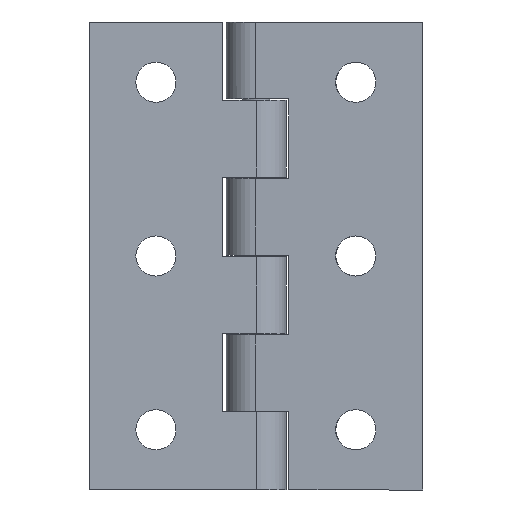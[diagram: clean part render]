
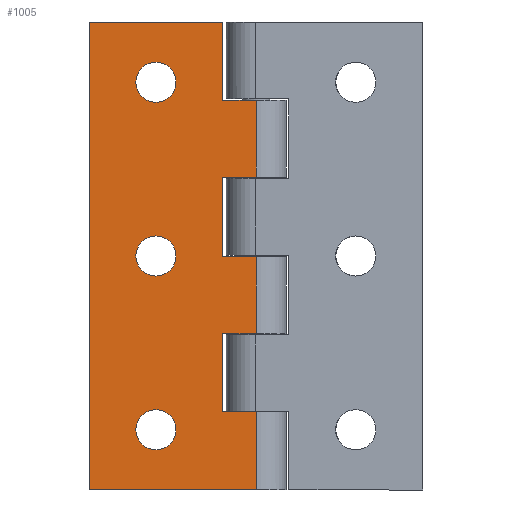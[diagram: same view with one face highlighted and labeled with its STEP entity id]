
A CAD part, front view. The second image highlights one B-rep face of the part: STEP entity #1005.
In plain terms, the highlighted planar face has unit normal (0, -1, 0).
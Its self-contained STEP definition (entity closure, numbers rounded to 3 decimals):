
#49=FACE_BOUND('',#239,.T.);
#50=FACE_BOUND('',#240,.T.);
#51=FACE_BOUND('',#241,.T.);
#92=PLANE('',#1085);
#126=CIRCLE('',#1086,3.);
#127=CIRCLE('',#1087,3.);
#128=CIRCLE('',#1088,3.);
#170=FACE_OUTER_BOUND('',#238,.T.);
#238=EDGE_LOOP('',(#775,#776,#777,#778,#779,#780,#781,#782,#783,#784,#785,
#786,#787,#788));
#239=EDGE_LOOP('',(#789));
#240=EDGE_LOOP('',(#790));
#241=EDGE_LOOP('',(#791));
#344=LINE('',#1548,#422);
#347=LINE('',#1554,#425);
#349=LINE('',#1561,#427);
#350=LINE('',#1565,#428);
#351=LINE('',#1570,#429);
#353=LINE('',#1578,#431);
#355=LINE('',#1585,#433);
#356=LINE('',#1589,#434);
#357=LINE('',#1593,#435);
#358=LINE('',#1594,#436);
#359=LINE('',#1596,#437);
#360=LINE('',#1598,#438);
#361=LINE('',#1600,#439);
#362=LINE('',#1601,#440);
#422=VECTOR('',#1215,11.7);
#425=VECTOR('',#1220,5.);
#427=VECTOR('',#1228,11.7);
#428=VECTOR('',#1233,5.);
#429=VECTOR('',#1238,5.);
#431=VECTOR('',#1246,5.);
#433=VECTOR('',#1254,11.9);
#434=VECTOR('',#1259,5.);
#435=VECTOR('',#1264,11.5);
#436=VECTOR('',#1265,11.5);
#437=VECTOR('',#1266,20.);
#438=VECTOR('',#1267,70.);
#439=VECTOR('',#1268,25.);
#440=VECTOR('',#1269,11.7);
#503=VERTEX_POINT('',#1545);
#504=VERTEX_POINT('',#1547);
#505=VERTEX_POINT('',#1551);
#506=VERTEX_POINT('',#1553);
#508=VERTEX_POINT('',#1559);
#509=VERTEX_POINT('',#1563);
#511=VERTEX_POINT('',#1569);
#513=VERTEX_POINT('',#1575);
#514=VERTEX_POINT('',#1577);
#516=VERTEX_POINT('',#1583);
#517=VERTEX_POINT('',#1587);
#519=VERTEX_POINT('',#1595);
#520=VERTEX_POINT('',#1597);
#521=VERTEX_POINT('',#1599);
#522=VERTEX_POINT('',#1602);
#523=VERTEX_POINT('',#1604);
#524=VERTEX_POINT('',#1606);
#603=EDGE_CURVE('',#504,#503,#344,.T.);
#606=EDGE_CURVE('',#506,#505,#347,.T.);
#610=EDGE_CURVE('',#505,#508,#349,.T.);
#612=EDGE_CURVE('',#508,#509,#350,.T.);
#614=EDGE_CURVE('',#511,#504,#351,.T.);
#618=EDGE_CURVE('',#514,#513,#353,.T.);
#622=EDGE_CURVE('',#513,#516,#355,.T.);
#624=EDGE_CURVE('',#516,#517,#356,.T.);
#626=EDGE_CURVE('',#509,#514,#357,.T.);
#627=EDGE_CURVE('',#517,#511,#358,.T.);
#628=EDGE_CURVE('',#519,#503,#359,.T.);
#629=EDGE_CURVE('',#520,#519,#360,.T.);
#630=EDGE_CURVE('',#520,#521,#361,.T.);
#631=EDGE_CURVE('',#521,#506,#362,.T.);
#632=EDGE_CURVE('',#522,#522,#126,.T.);
#633=EDGE_CURVE('',#523,#523,#127,.T.);
#634=EDGE_CURVE('',#524,#524,#128,.T.);
#775=ORIENTED_EDGE('',*,*,#606,.T.);
#776=ORIENTED_EDGE('',*,*,#610,.T.);
#777=ORIENTED_EDGE('',*,*,#612,.T.);
#778=ORIENTED_EDGE('',*,*,#626,.T.);
#779=ORIENTED_EDGE('',*,*,#618,.T.);
#780=ORIENTED_EDGE('',*,*,#622,.T.);
#781=ORIENTED_EDGE('',*,*,#624,.T.);
#782=ORIENTED_EDGE('',*,*,#627,.T.);
#783=ORIENTED_EDGE('',*,*,#614,.T.);
#784=ORIENTED_EDGE('',*,*,#603,.T.);
#785=ORIENTED_EDGE('',*,*,#628,.F.);
#786=ORIENTED_EDGE('',*,*,#629,.F.);
#787=ORIENTED_EDGE('',*,*,#630,.T.);
#788=ORIENTED_EDGE('',*,*,#631,.T.);
#789=ORIENTED_EDGE('',*,*,#632,.T.);
#790=ORIENTED_EDGE('',*,*,#633,.T.);
#791=ORIENTED_EDGE('',*,*,#634,.T.);
#1005=ADVANCED_FACE('',(#170,#49,#50,#51),#92,.T.);
#1085=AXIS2_PLACEMENT_3D('',#1592,#1262,#1263);
#1086=AXIS2_PLACEMENT_3D('',#1603,#1270,#1271);
#1087=AXIS2_PLACEMENT_3D('',#1605,#1272,#1273);
#1088=AXIS2_PLACEMENT_3D('',#1607,#1274,#1275);
#1215=DIRECTION('',(0.,0.,1.));
#1220=DIRECTION('',(-1.,0.,0.));
#1228=DIRECTION('',(0.,0.,1.));
#1233=DIRECTION('',(1.,0.,0.));
#1238=DIRECTION('',(-1.,0.,0.));
#1246=DIRECTION('',(-1.,0.,0.));
#1254=DIRECTION('',(0.,0.,1.));
#1259=DIRECTION('',(1.,0.,0.));
#1262=DIRECTION('center_axis',(0.,-1.,0.));
#1263=DIRECTION('ref_axis',(1.,0.,0.));
#1264=DIRECTION('',(0.,0.,1.));
#1265=DIRECTION('',(0.,0.,1.));
#1266=DIRECTION('',(1.,0.,0.));
#1267=DIRECTION('',(0.,0.,1.));
#1268=DIRECTION('',(1.,0.,0.));
#1269=DIRECTION('',(0.,0.,1.));
#1270=DIRECTION('center_axis',(0.,1.,0.));
#1271=DIRECTION('ref_axis',(1.,0.,0.));
#1272=DIRECTION('center_axis',(0.,1.,0.));
#1273=DIRECTION('ref_axis',(1.,0.,0.));
#1274=DIRECTION('center_axis',(0.,1.,0.));
#1275=DIRECTION('ref_axis',(1.,0.,0.));
#1545=CARTESIAN_POINT('',(20.,0.,70.));
#1547=CARTESIAN_POINT('',(20.,0.,58.3));
#1548=CARTESIAN_POINT('',(20.,0.,35.));
#1551=CARTESIAN_POINT('',(20.,0.,11.7));
#1553=CARTESIAN_POINT('',(25.,0.,11.7));
#1554=CARTESIAN_POINT('',(10.,0.,11.7));
#1559=CARTESIAN_POINT('',(20.,0.,23.4));
#1561=CARTESIAN_POINT('',(20.,0.,11.7));
#1563=CARTESIAN_POINT('',(25.,0.,23.4));
#1565=CARTESIAN_POINT('',(14.75,0.,23.4));
#1569=CARTESIAN_POINT('',(25.,0.,58.3));
#1570=CARTESIAN_POINT('',(10.,0.,58.3));
#1575=CARTESIAN_POINT('',(20.,0.,34.9));
#1577=CARTESIAN_POINT('',(25.,0.,34.9));
#1578=CARTESIAN_POINT('',(10.,0.,34.9));
#1583=CARTESIAN_POINT('',(20.,0.,46.8));
#1585=CARTESIAN_POINT('',(20.,0.,23.4));
#1587=CARTESIAN_POINT('',(25.,0.,46.8));
#1589=CARTESIAN_POINT('',(14.75,0.,46.8));
#1592=CARTESIAN_POINT('Origin',(0.,0.,0.));
#1593=CARTESIAN_POINT('',(25.,0.,0.));
#1594=CARTESIAN_POINT('',(25.,0.,0.));
#1595=CARTESIAN_POINT('',(0.,0.,70.));
#1596=CARTESIAN_POINT('',(0.,0.,70.));
#1597=CARTESIAN_POINT('',(0.,0.,0.));
#1598=CARTESIAN_POINT('',(0.,0.,0.));
#1599=CARTESIAN_POINT('',(25.,0.,0.));
#1600=CARTESIAN_POINT('',(0.,0.,0.));
#1601=CARTESIAN_POINT('',(25.,0.,0.));
#1602=CARTESIAN_POINT('',(7.,0.,61.));
#1603=CARTESIAN_POINT('Origin',(10.,0.,61.));
#1604=CARTESIAN_POINT('',(7.,0.,9.));
#1605=CARTESIAN_POINT('Origin',(10.,0.,9.));
#1606=CARTESIAN_POINT('',(7.,0.,35.));
#1607=CARTESIAN_POINT('Origin',(10.,0.,35.));
